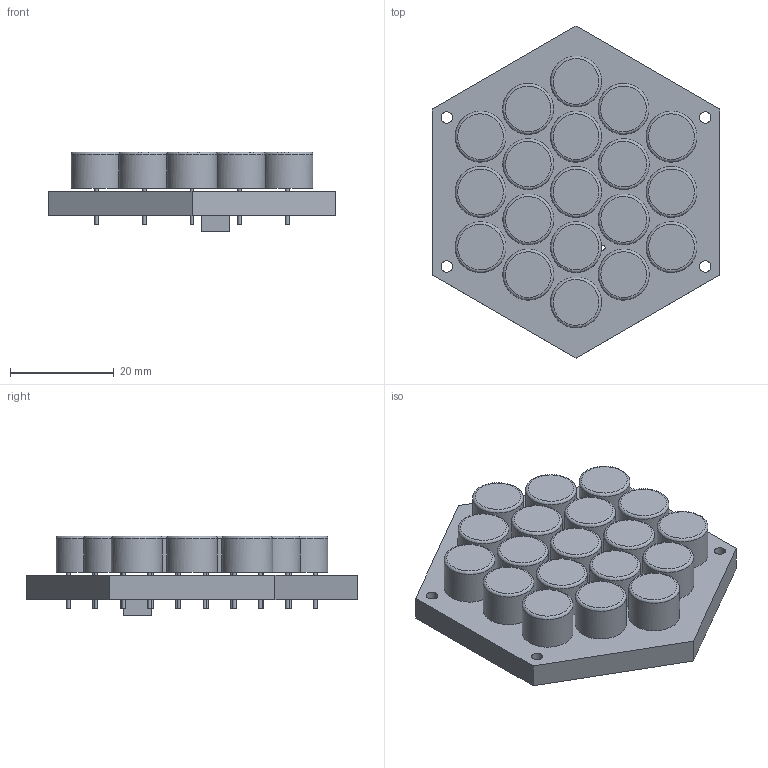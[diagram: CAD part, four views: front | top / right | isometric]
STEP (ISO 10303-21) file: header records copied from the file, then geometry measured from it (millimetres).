
FILE_DESCRIPTION(('KiCad electronic assembly'),'2;1');
FILE_NAME('circuit_board.STEP','2022-06-20T12:09:59',('Pcbnew'),('Kicad' ),'Open CASCADE STEP processor 7.6','KiCad to STEP converter', 'Unknown');
FILE_SCHEMA(('AUTOMOTIVE_DESIGN { 1 0 10303 214 1 1 1 1 }'));
Length unit declared in the file: millimetre
Products named in the file (6): circuit_board 1; ultrasonic_transducer; COMPOUND; inductor_wuerth_5030; speaker PCB
Assembly tree (23 placements, depth 3):
  circuit_board 1
    ultrasonic_transducer  x19
      COMPOUND
    inductor_wuerth_5030
      COMPOUND
    speaker PCB
Bounding box: 55.43 x 64 x 15.4 mm (x, y, z)
Volume: 22569.3 mm3; surface area: 14520.4 mm2
Topology: 66 solids, 66 shells, 353 faces, 664 edges, 449 vertices
Faces by surface type: bspline 300, cylinder 45, plane 8
Full cylindrical faces by diameter (mm): 0.9 x38, 1 x3, 2.2 x4
Entity records: 9774 total; most frequent: CARTESIAN_POINT 3418, ORIENTED_EDGE 716, PCURVE 716, DEFINITIONAL_REPRESENTATION 716, DIRECTION 703, B_SPLINE_CURVE_WITH_KNOTS 585, EDGE_CURVE 358, SURFACE_CURVE 306
